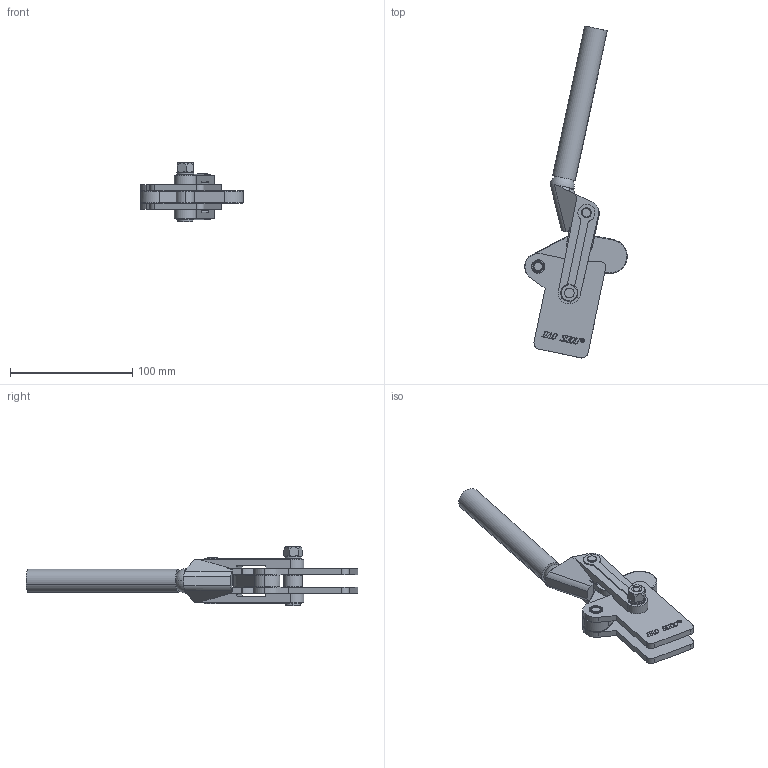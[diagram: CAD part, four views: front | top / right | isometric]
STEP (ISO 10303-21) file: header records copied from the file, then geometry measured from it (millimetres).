
FILE_DESCRIPTION (( 'STEP AP203' ), '1' );
FILE_NAME ('HS-70715 .STEP', '2019-08-26T06:11:42', ( '微软用户' ), ( '微软中国' ), 'SwSTEP 2.0', 'SolidWorks 2012', '' );
FILE_SCHEMA (( 'CONFIG_CONTROL_DESIGN' ));
Length unit declared in the file: millimetre
Products named in the file (14): HS-70715 ; 忒參奪; prevailing torque hex nuts 1-fine pitch gb_GB_HEXAGON_LOCK_TYPE2 M8-N; curved single coil spring lock washers gb_GB_FASTENER_WASHER_CSLW 8; T倛种; 階杶; 騵艦杶; 揤旋1; 忒梟; 蟀裝; 70720耜啣; 种2; 种1
Assembly tree (22 placements, depth 2):
  HS-70715 
    种1
    种2  x2
    70720耜啣
    70720耜啣
    蟀裝  x2
    忒梟
    揤旋1
    騵艦杶  x8
    階杶
    T倛种
    curved single coil spring lock washers gb_GB_FASTENER_WASHER_CSLW 8
    prevailing torque hex nuts 1-fine pitch gb_GB_HEXAGON_LOCK_TYPE2 M8-N
    忒參奪
Bounding box: 83.78 x 271.35 x 49 mm (x, y, z)
Volume: 128740.8 mm3; surface area: 65862.6 mm2
Topology: 22 solids, 22 shells, 722 faces, 1822 edges, 1169 vertices
Faces by surface type: plane 313, cylinder 157, bspline 147, cone 95, torus 8, sphere 2
Entity records: 28210 total; most frequent: CARTESIAN_POINT 12367, ORIENTED_EDGE 3162, DIRECTION 2497, EDGE_CURVE 1581, VERTEX_POINT 1029, VECTOR 967, LINE 967, AXIS2_PLACEMENT_3D 765
